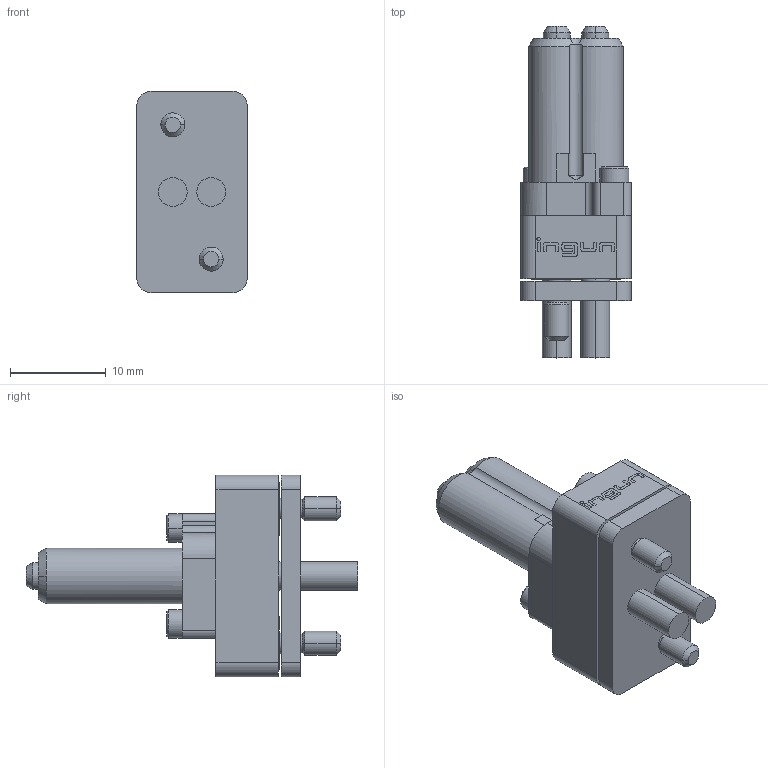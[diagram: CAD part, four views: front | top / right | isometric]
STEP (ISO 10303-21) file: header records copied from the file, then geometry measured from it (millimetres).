
FILE_DESCRIPTION (( 'STEP AP203' ), '1' );
FILE_NAME ('INGUN_HAS-807_HFM-2-W-VZ.STEP', '2023-02-15T06:05:56', ( '' ), ( '' ), 'SwSTEP 2.0', 'SolidWorks 2021', '' );
FILE_SCHEMA (( 'CONFIG_CONTROL_DESIGN' ));
Length unit declared in the file: millimetre
Products named in the file (1): INGUN_HAS-807_HFM-2-W-VZ
Bounding box: 11.5 x 34.6 x 21 mm (x, y, z)
Volume: 3045.7 mm3; surface area: 3332.8 mm2
Topology: 1 solids, 1 shells, 641 faces, 1691 edges, 1096 vertices
Faces by surface type: plane 320, cylinder 234, cone 45, torus 34, bspline 8
Entity records: 26946 total; most frequent: CARTESIAN_POINT 11083, DIRECTION 3377, ORIENTED_EDGE 3370, EDGE_CURVE 1685, AXIS2_PLACEMENT_3D 1288, VERTEX_POINT 1096, LINE 801, VECTOR 801
